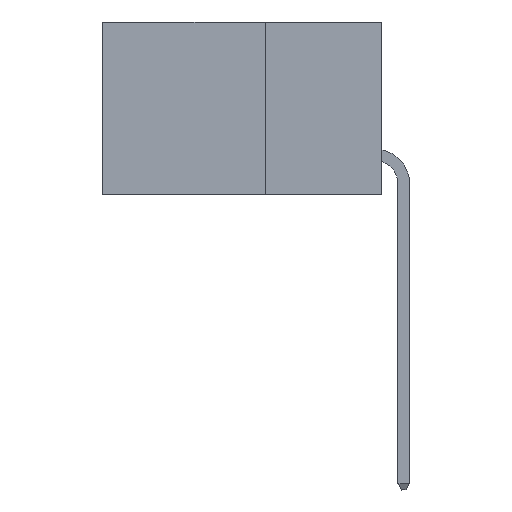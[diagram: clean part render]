
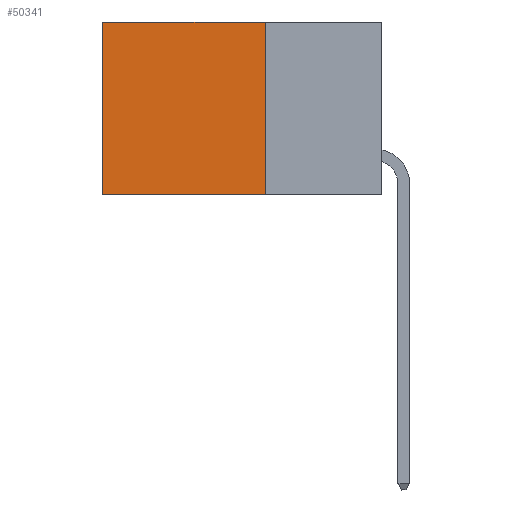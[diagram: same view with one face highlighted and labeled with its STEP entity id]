
A CAD part, left-side view. The second image highlights one B-rep face of the part: STEP entity #50341.
In plain terms, the highlighted planar face has unit normal (-1, 0, 0).
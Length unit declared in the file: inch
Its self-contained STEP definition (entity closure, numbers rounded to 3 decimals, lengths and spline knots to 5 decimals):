
#756 = CARTESIAN_POINT ( 'NONE',  ( 0.2875, 0.6, 0. ) ) ;
#1811 = VECTOR ( 'NONE', #14968, 39.37008 ) ;
#2026 = EDGE_LOOP ( 'NONE', ( #12449, #16817, #16974, #23186 ) ) ;
#2531 = VERTEX_POINT ( 'NONE', #4530 ) ;
#3514 = CARTESIAN_POINT ( 'NONE',  ( 0.2875, 0.25, 0. ) ) ;
#4530 = CARTESIAN_POINT ( 'NONE',  ( 0.2875, 0.25, 0. ) ) ;
#7945 = LINE ( 'NONE', #3514, #1811 ) ;
#7996 = CARTESIAN_POINT ( 'NONE',  ( 0.2875, 0.25, 0. ) ) ;
#12449 = ORIENTED_EDGE ( 'NONE', *, *, #37714, .T. ) ;
#14968 = DIRECTION ( 'NONE',  ( 0., 1., 0. ) ) ;
#15548 = VECTOR ( 'NONE', #21412, 39.37008 ) ;
#16817 = ORIENTED_EDGE ( 'NONE', *, *, #41674, .F. ) ;
#16974 = ORIENTED_EDGE ( 'NONE', *, *, #18052, .F. ) ;
#18052 = EDGE_CURVE ( 'NONE', #2531, #18147, #20439, .T. ) ;
#18147 = VERTEX_POINT ( 'NONE', #50430 ) ;
#20117 = VECTOR ( 'NONE', #28127, 39.37008 ) ;
#20439 = LINE ( 'NONE', #20911, #15548 ) ;
#20884 = AXIS2_PLACEMENT_3D ( 'NONE', #7996, #27349, #35453 ) ;
#20911 = CARTESIAN_POINT ( 'NONE',  ( 0.2875, 0.25, 0. ) ) ;
#21412 = DIRECTION ( 'NONE',  ( 0., 0., -1. ) ) ;
#23186 = ORIENTED_EDGE ( 'NONE', *, *, #37526, .T. ) ;
#23785 = LINE ( 'NONE', #42077, #42270 ) ;
#24399 = FACE_OUTER_BOUND ( 'NONE', #2026, .T. ) ;
#26053 = CARTESIAN_POINT ( 'NONE',  ( 0.2875, 0.6, -0.37 ) ) ;
#27349 = DIRECTION ( 'NONE',  ( 1., 0., 0. ) ) ;
#28127 = DIRECTION ( 'NONE',  ( 0., 0., -1. ) ) ;
#29251 = CARTESIAN_POINT ( 'NONE',  ( 0.2875, 0.6, 0. ) ) ;
#34275 = LINE ( 'NONE', #756, #20117 ) ;
#35453 = DIRECTION ( 'NONE',  ( 0., 0., -1. ) ) ;
#37526 = EDGE_CURVE ( 'NONE', #2531, #38619, #7945, .T. ) ;
#37714 = EDGE_CURVE ( 'NONE', #38619, #42905, #34275, .T. ) ;
#38619 = VERTEX_POINT ( 'NONE', #29251 ) ;
#39590 = PLANE ( 'NONE',  #20884 ) ;
#41674 = EDGE_CURVE ( 'NONE', #18147, #42905, #23785, .T. ) ;
#42077 = CARTESIAN_POINT ( 'NONE',  ( 0.2875, 0.25, -0.37 ) ) ;
#42270 = VECTOR ( 'NONE', #49726, 39.37008 ) ;
#42905 = VERTEX_POINT ( 'NONE', #26053 ) ;
#49726 = DIRECTION ( 'NONE',  ( 0., 1., 0. ) ) ;
#50341 = ADVANCED_FACE ( 'NONE', ( #24399 ), #39590, .F. ) ;
#50430 = CARTESIAN_POINT ( 'NONE',  ( 0.2875, 0.25, -0.37 ) ) ;
